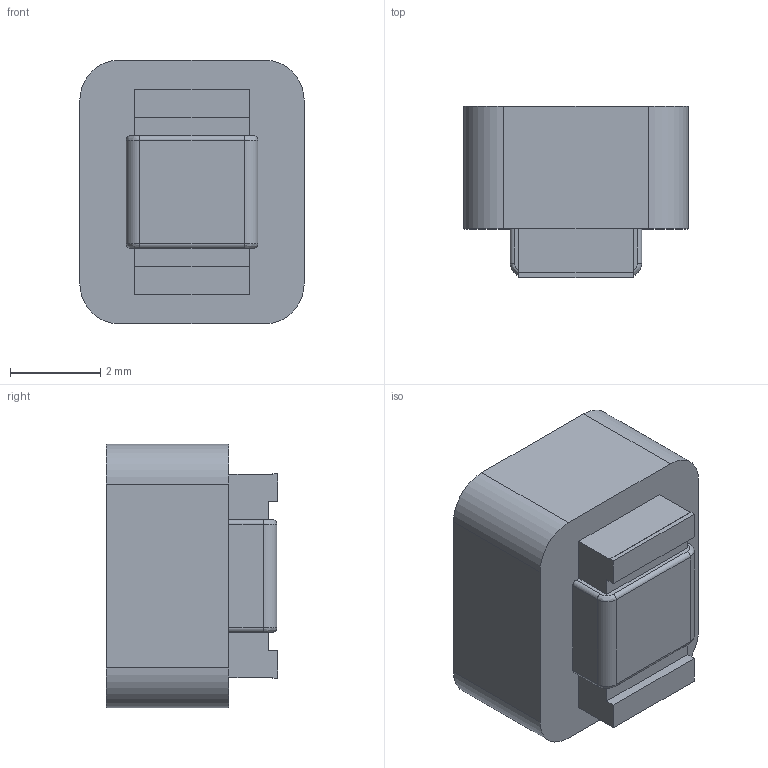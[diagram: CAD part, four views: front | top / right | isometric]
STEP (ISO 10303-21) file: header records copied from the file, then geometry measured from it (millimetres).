
FILE_DESCRIPTION (( 'STEP AP214' ), '1' );
FILE_NAME ('Coilcraft-1812PS.STEP', '2018-12-14T02:06:28', ( '' ), ( '' ), 'SwSTEP 2.0', 'SolidWorks 2018', '' );
FILE_SCHEMA (( 'AUTOMOTIVE_DESIGN' ));
Length unit declared in the file: millimetre
Products named in the file (1): Coilcraft-1812PS
Bounding box: 4.98 x 3.81 x 5.86 mm (x, y, z)
Volume: 90.3 mm3; surface area: 128.5 mm2
Topology: 1 solids, 1 shells, 43 faces, 112 edges, 72 vertices
Faces by surface type: plane 27, cylinder 12, bspline 4
Entity records: 1857 total; most frequent: CARTESIAN_POINT 300, ORIENTED_EDGE 224, DIRECTION 212, EDGE_CURVE 112, VECTOR 84, LINE 84, VERTEX_POINT 72, AXIS2_PLACEMENT_3D 64
